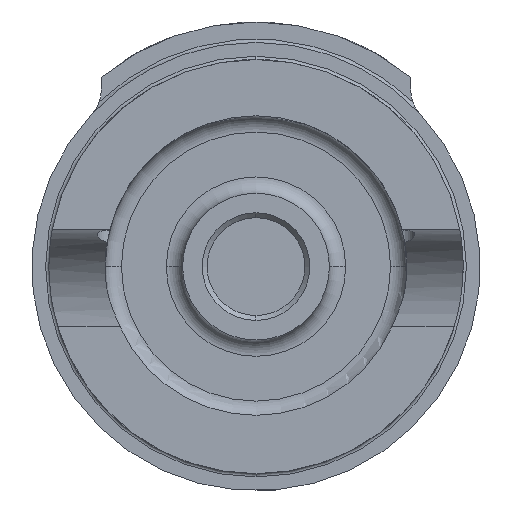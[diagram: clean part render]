
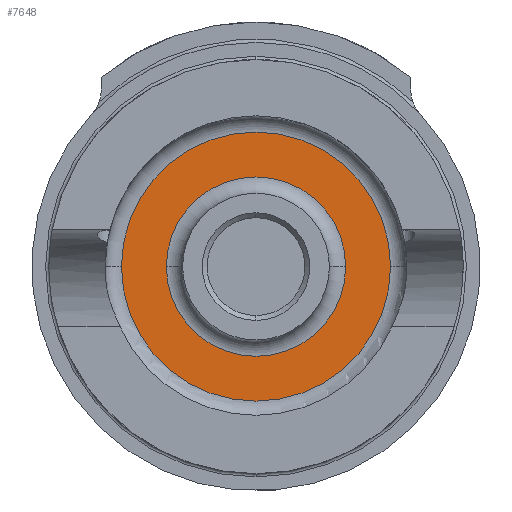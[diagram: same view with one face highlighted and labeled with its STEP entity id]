
A CAD part, front view. The second image highlights one B-rep face of the part: STEP entity #7648.
In plain terms, the highlighted planar face has unit normal (0, -1, 0).
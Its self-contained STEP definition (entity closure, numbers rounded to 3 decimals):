
#4879=CARTESIAN_POINT('',(0.,-78.603,0.05));
#4880=DIRECTION('',(0.,-1.,0.));
#4881=DIRECTION('',(1.,0.,0.));
#4882=AXIS2_PLACEMENT_3D('',#4879,#4880,#4881);
#4884=CARTESIAN_POINT('',(0.,-78.603,0.05));
#4885=DIRECTION('',(0.,-1.,0.));
#4886=DIRECTION('',(-1.,0.,0.));
#4887=AXIS2_PLACEMENT_3D('',#4884,#4885,#4886);
#4889=CARTESIAN_POINT('',(0.,-78.603,0.05));
#4890=DIRECTION('',(0.,-1.,0.));
#4891=DIRECTION('',(1.,0.,0.));
#4892=AXIS2_PLACEMENT_3D('',#4889,#4890,#4891);
#4894=CARTESIAN_POINT('',(0.,-78.603,0.05));
#4895=DIRECTION('',(0.,-1.,0.));
#4896=DIRECTION('',(-1.,0.,0.));
#4897=AXIS2_PLACEMENT_3D('',#4894,#4895,#4896);
#5875=CARTESIAN_POINT('',(8.25,-78.603,0.05));
#5876=CARTESIAN_POINT('',(-8.25,-78.603,0.05));
#5877=VERTEX_POINT('',#5875);
#5878=VERTEX_POINT('',#5876);
#5879=CARTESIAN_POINT('',(5.5,-78.603,0.05));
#5880=CARTESIAN_POINT('',(-5.5,-78.603,0.05));
#5881=VERTEX_POINT('',#5879);
#5882=VERTEX_POINT('',#5880);
#7633=CARTESIAN_POINT('',(0.,-78.603,0.05));
#7634=DIRECTION('',(0.,1.,0.));
#7635=DIRECTION('',(1.,0.,0.));
#7636=AXIS2_PLACEMENT_3D('',#7633,#7634,#7635);
#7637=PLANE('',#7636);
#7638=ORIENTED_EDGE('',*,*,#7628,.F.);
#7639=ORIENTED_EDGE('',*,*,#7536,.F.);
#7640=EDGE_LOOP('',(#7638,#7639));
#7641=FACE_OUTER_BOUND('',#7640,.F.);
#7643=ORIENTED_EDGE('',*,*,#7642,.T.);
#7645=ORIENTED_EDGE('',*,*,#7644,.T.);
#7646=EDGE_LOOP('',(#7643,#7645));
#7647=FACE_BOUND('',#7646,.F.);
#7648=ADVANCED_FACE('',(#7641,#7647),#7637,.F.);
#4883=CIRCLE('',#4882,8.25);
#4888=CIRCLE('',#4887,8.25);
#4893=CIRCLE('',#4892,5.5);
#4898=CIRCLE('',#4897,5.5);
#7536=EDGE_CURVE('',#5878,#5877,#4888,.T.);
#7628=EDGE_CURVE('',#5877,#5878,#4883,.T.);
#7642=EDGE_CURVE('',#5881,#5882,#4893,.T.);
#7644=EDGE_CURVE('',#5882,#5881,#4898,.T.);
